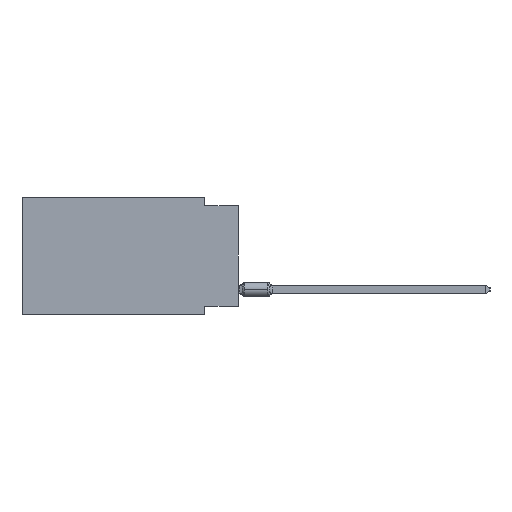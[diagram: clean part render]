
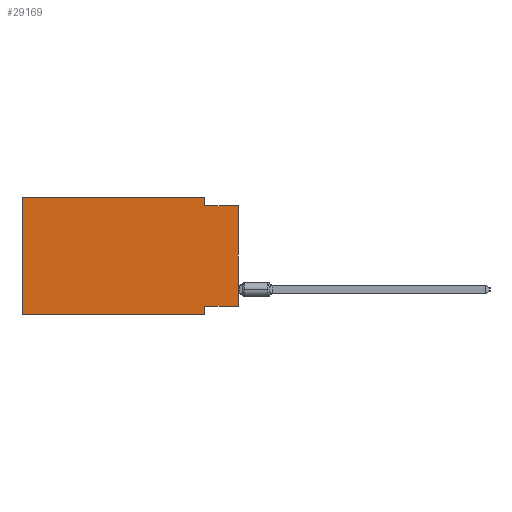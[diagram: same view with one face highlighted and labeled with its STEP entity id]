
A CAD part, left-side view. The second image highlights one B-rep face of the part: STEP entity #29169.
In plain terms, the highlighted planar face has unit normal (-1, 0, 0).
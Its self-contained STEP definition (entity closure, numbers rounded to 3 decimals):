
#287 = VERTEX_POINT ( 'NONE', #19938 ) ;
#652 = CARTESIAN_POINT ( 'NONE',  ( 0., 2.54, 0. ) ) ;
#1093 = ORIENTED_EDGE ( 'NONE', *, *, #20011, .F. ) ;
#2090 = ORIENTED_EDGE ( 'NONE', *, *, #46710, .T. ) ;
#2107 = AXIS2_PLACEMENT_3D ( 'NONE', #37011, #54051, #52963 ) ;
#2651 = ORIENTED_EDGE ( 'NONE', *, *, #54632, .F. ) ;
#4824 = DIRECTION ( 'NONE',  ( 0., 0., 1. ) ) ;
#7561 = ORIENTED_EDGE ( 'NONE', *, *, #50240, .F. ) ;
#8248 = CARTESIAN_POINT ( 'NONE',  ( 0., 0., -8.255 ) ) ;
#9056 = DIRECTION ( 'NONE',  ( 0., 0., -1. ) ) ;
#9184 = EDGE_CURVE ( 'NONE', #52447, #287, #32459, .T. ) ;
#10707 = ORIENTED_EDGE ( 'NONE', *, *, #18973, .F. ) ;
#10846 = CARTESIAN_POINT ( 'NONE',  ( 0., 16.383, -8.89 ) ) ;
#15658 = EDGE_CURVE ( 'NONE', #38183, #28804, #35489, .T. ) ;
#16170 = VERTEX_POINT ( 'NONE', #10846 ) ;
#17123 = LINE ( 'NONE', #17668, #28481 ) ;
#17668 = CARTESIAN_POINT ( 'NONE',  ( 0., 16.383, 0. ) ) ;
#18335 = ORIENTED_EDGE ( 'NONE', *, *, #9184, .F. ) ;
#18899 = PLANE ( 'NONE',  #2107 ) ;
#18973 = EDGE_CURVE ( 'NONE', #287, #40598, #43101, .T. ) ;
#19938 = CARTESIAN_POINT ( 'NONE',  ( 0., 2.54, 0. ) ) ;
#20011 = EDGE_CURVE ( 'NONE', #38183, #20127, #50574, .T. ) ;
#20127 = VERTEX_POINT ( 'NONE', #39137 ) ;
#21009 = DIRECTION ( 'NONE',  ( 0., -1., 0. ) ) ;
#22328 = VERTEX_POINT ( 'NONE', #31912 ) ;
#22572 = VECTOR ( 'NONE', #9056, 1000. ) ;
#23428 = CARTESIAN_POINT ( 'NONE',  ( 0., 0., -0.635 ) ) ;
#24155 = CARTESIAN_POINT ( 'NONE',  ( 0., 2.54, -0.635 ) ) ;
#25276 = EDGE_LOOP ( 'NONE', ( #45966, #2651, #10707, #18335, #7561, #2090, #48020, #1093 ) ) ;
#27884 = DIRECTION ( 'NONE',  ( 0., -1., 0. ) ) ;
#28481 = VECTOR ( 'NONE', #4824, 1000. ) ;
#28804 = VERTEX_POINT ( 'NONE', #23428 ) ;
#29061 = CARTESIAN_POINT ( 'NONE',  ( 0., 0., -8.255 ) ) ;
#29169 = ADVANCED_FACE ( 'NONE', ( #53800 ), #18899, .F. ) ;
#30840 = VECTOR ( 'NONE', #27884, 1000. ) ;
#31912 = CARTESIAN_POINT ( 'NONE',  ( 0., 2.54, -8.89 ) ) ;
#32459 = LINE ( 'NONE', #36670, #43501 ) ;
#34171 = LINE ( 'NONE', #46172, #36149 ) ;
#35489 = LINE ( 'NONE', #51411, #52698 ) ;
#36149 = VECTOR ( 'NONE', #21009, 1000. ) ;
#36670 = CARTESIAN_POINT ( 'NONE',  ( 0., 16.383, 0. ) ) ;
#36923 = DIRECTION ( 'NONE',  ( 0., -1., 0. ) ) ;
#37011 = CARTESIAN_POINT ( 'NONE',  ( 0., 16.383, 0. ) ) ;
#37522 = EDGE_CURVE ( 'NONE', #20127, #22328, #38333, .T. ) ;
#37630 = LINE ( 'NONE', #54672, #30840 ) ;
#38183 = VERTEX_POINT ( 'NONE', #8248 ) ;
#38333 = LINE ( 'NONE', #43070, #39199 ) ;
#39137 = CARTESIAN_POINT ( 'NONE',  ( 0., 2.54, -8.255 ) ) ;
#39199 = VECTOR ( 'NONE', #51165, 1000. ) ;
#39427 = DIRECTION ( 'NONE',  ( 0., 0., 1. ) ) ;
#40598 = VERTEX_POINT ( 'NONE', #24155 ) ;
#43070 = CARTESIAN_POINT ( 'NONE',  ( 0., 2.54, -8.89 ) ) ;
#43101 = LINE ( 'NONE', #652, #22572 ) ;
#43501 = VECTOR ( 'NONE', #36923, 1000. ) ;
#45966 = ORIENTED_EDGE ( 'NONE', *, *, #15658, .T. ) ;
#46172 = CARTESIAN_POINT ( 'NONE',  ( 0., 0., -0.635 ) ) ;
#46710 = EDGE_CURVE ( 'NONE', #16170, #22328, #37630, .T. ) ;
#48020 = ORIENTED_EDGE ( 'NONE', *, *, #37522, .F. ) ;
#50240 = EDGE_CURVE ( 'NONE', #16170, #52447, #17123, .T. ) ;
#50574 = LINE ( 'NONE', #29061, #53496 ) ;
#50878 = DIRECTION ( 'NONE',  ( 0., 1., 0. ) ) ;
#51165 = DIRECTION ( 'NONE',  ( 0., 0., -1. ) ) ;
#51411 = CARTESIAN_POINT ( 'NONE',  ( 0., 0., 0. ) ) ;
#52447 = VERTEX_POINT ( 'NONE', #52985 ) ;
#52698 = VECTOR ( 'NONE', #39427, 1000. ) ;
#52963 = DIRECTION ( 'NONE',  ( 0., 0., -1. ) ) ;
#52985 = CARTESIAN_POINT ( 'NONE',  ( 0., 16.383, 0. ) ) ;
#53496 = VECTOR ( 'NONE', #50878, 1000. ) ;
#53800 = FACE_OUTER_BOUND ( 'NONE', #25276, .T. ) ;
#54051 = DIRECTION ( 'NONE',  ( 1., 0., 0. ) ) ;
#54632 = EDGE_CURVE ( 'NONE', #40598, #28804, #34171, .T. ) ;
#54672 = CARTESIAN_POINT ( 'NONE',  ( 0., 16.383, -8.89 ) ) ;
